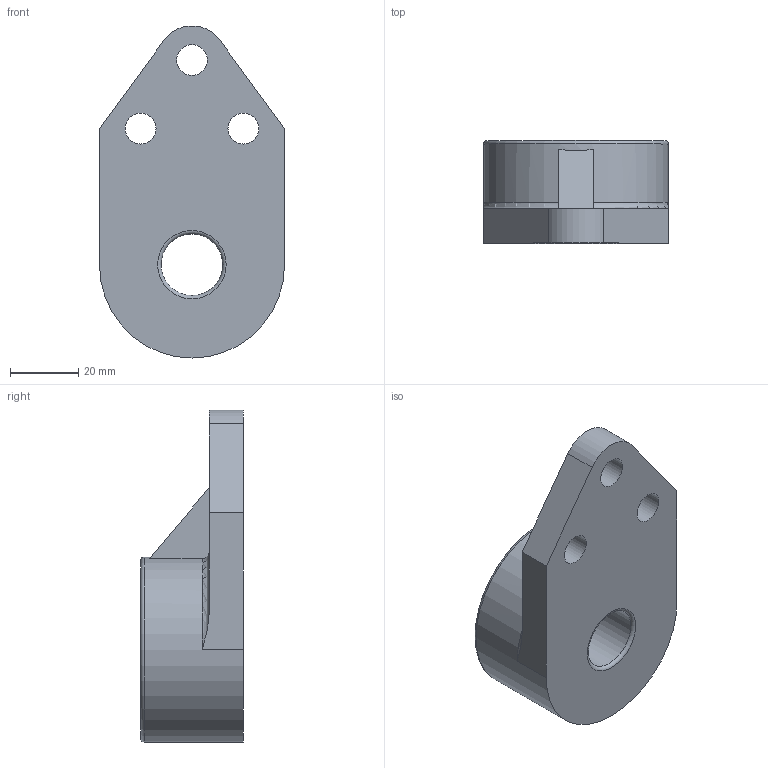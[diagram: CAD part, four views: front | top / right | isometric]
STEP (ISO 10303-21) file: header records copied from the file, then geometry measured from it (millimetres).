
FILE_DESCRIPTION(/* description */ (''),/* implementation_level */ '2;1');
FILE_NAME(/* name */ 'bracket.step',/* time_stamp */ '2025-06-18T16:13:07+05:30',/* author */ (''),/* organization */ (''),/* preprocessor_version */ 'ST-DEVELOPER v20.1',/* originating_system */ 'Autodesk Translation Framework v14.10.0.0',/* authorisation */ '');
FILE_SCHEMA (('AUTOMOTIVE_DESIGN { 1 0 10303 214 3 1 1 }'));
Length unit declared in the file: millimetre
Products named in the file (1): FusionComponent
Bounding box: 54 x 30 x 96.96 mm (x, y, z)
Volume: 68191.2 mm3; surface area: 16925.8 mm2
Topology: 1 solids, 1 shells, 26 faces, 65 edges, 43 vertices
Faces by surface type: plane 12, cylinder 8, torus 6
Full cylindrical faces by diameter (mm): 9 x3, 18 x1, 28 x1, 40 x1, 54 x1
Entity records: 863 total; most frequent: CARTESIAN_POINT 163, DIRECTION 148, ORIENTED_EDGE 130, EDGE_CURVE 65, AXIS2_PLACEMENT_3D 60, VERTEX_POINT 43, EDGE_LOOP 36, CIRCLE 32
